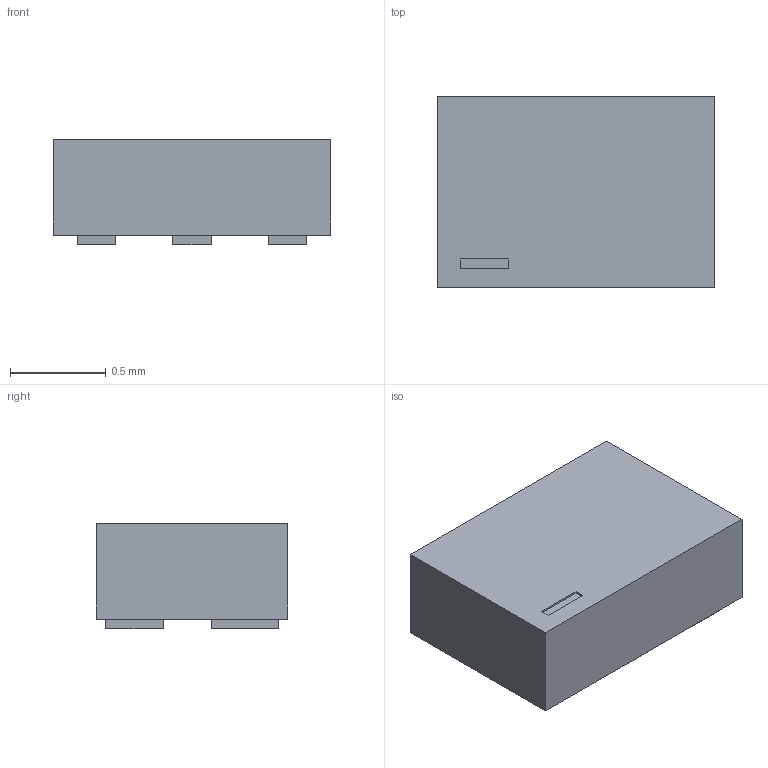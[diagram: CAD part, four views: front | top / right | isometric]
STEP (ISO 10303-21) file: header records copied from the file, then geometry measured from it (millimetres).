
FILE_DESCRIPTION(('FreeCAD Model'),'2;1');
FILE_NAME( 'DFN50P145X100-6.step' ,'2019-11-21T14:27:03',('Author'),(''), 'Open CASCADE STEP processor 7.3','FreeCAD','Unknown');
FILE_SCHEMA(('AUTOMOTIVE_DESIGN { 1 0 10303 214 1 1 1 1 }'));
Length unit declared in the file: millimetre
Products named in the file (1): Pad001
Bounding box: 1.45 x 1 x 0.55 mm (x, y, z)
Volume: 0.7 mm3; surface area: 5.7 mm2
Topology: 1 solids, 1 shells, 41 faces, 96 edges, 64 vertices
Faces by surface type: plane 41
Entity records: 2699 total; most frequent: CARTESIAN_POINT 394, DIRECTION 372, LINE 288, VECTOR 288, ORIENTED_EDGE 192, PCURVE 192, DEFINITIONAL_REPRESENTATION 192, EDGE_CURVE 96
